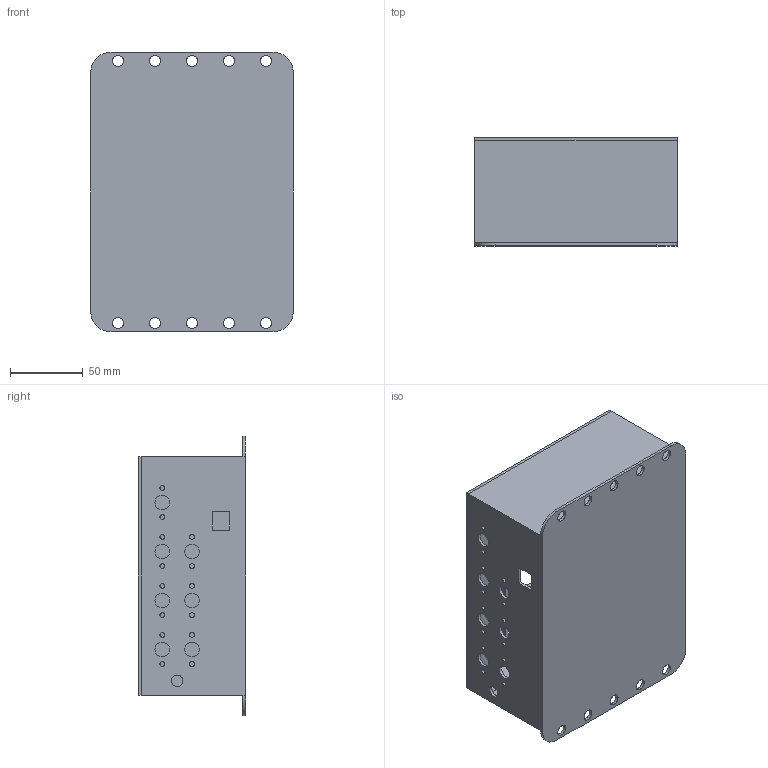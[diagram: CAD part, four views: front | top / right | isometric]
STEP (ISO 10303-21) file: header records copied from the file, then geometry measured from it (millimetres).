
FILE_DESCRIPTION(/* description */ (''),/* implementation_level */ '2;1');
FILE_NAME(/* name */ 'reaction_monitor_enclosure.step',/* time_stamp */ '2023-05-11T09:57:19-07:00',/* author */ (''),/* organization */ (''),/* preprocessor_version */ 'ST-DEVELOPER v19.2',/* originating_system */ 'Autodesk Translation Framework v12.4.0.73',/* authorisation */ '');
FILE_SCHEMA (('AUTOMOTIVE_DESIGN { 1 0 10303 214 3 1 1 }'));
Length unit declared in the file: millimetre
Products named in the file (1): reaction_monitor_box
Bounding box: 139 x 74 x 192 mm (x, y, z)
Volume: 189035.4 mm3; surface area: 186192.9 mm2
Topology: 2 solids, 2 shells, 536 faces, 1391 edges, 908 vertices
Faces by surface type: plane 449, cylinder 87
Full cylindrical faces by diameter (mm): 2.5 x4, 2.75 x4, 3.2 x14, 3.25 x22, 5 x10, 5.5 x1, 6 x2, 7.62 x10, 8 x1, 10 x7
Entity records: 16423 total; most frequent: CARTESIAN_POINT 2836, ORIENTED_EDGE 2782, DIRECTION 2669, EDGE_CURVE 1391, LINE 1187, VECTOR 1187, VERTEX_POINT 908, AXIS2_PLACEMENT_3D 741
